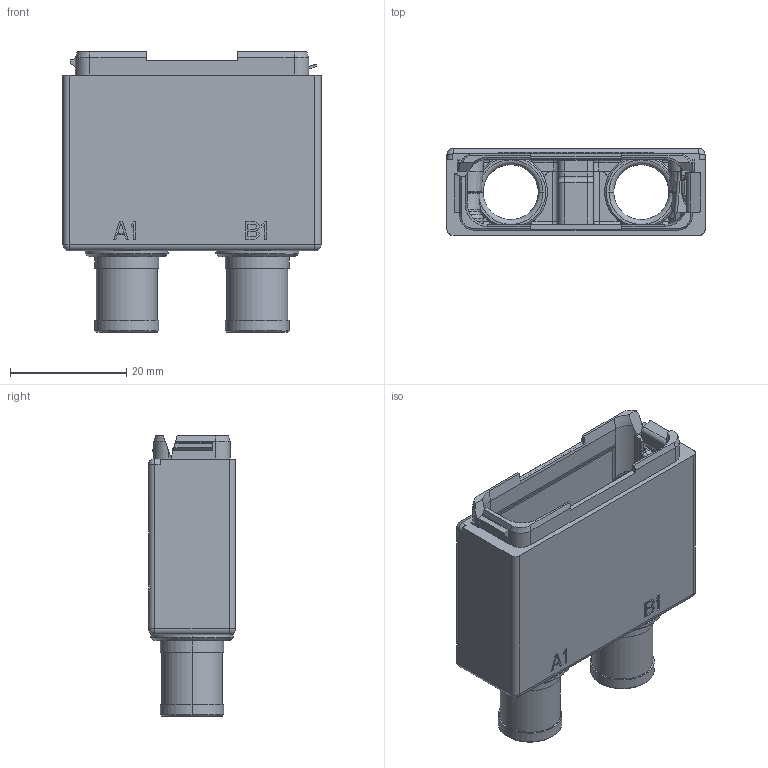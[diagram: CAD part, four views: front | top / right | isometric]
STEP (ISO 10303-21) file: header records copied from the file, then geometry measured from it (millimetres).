
FILE_DESCRIPTION((''),'2;1');
FILE_NAME('SIMAD34V','2019-11-05T',('presta_be4'),(''),'CREO PARAMETRIC BY PTC INC, 2018360','CREO PARAMETRIC BY PTC INC, 2018360','');
FILE_SCHEMA(('CONFIG_CONTROL_DESIGN'));
Products named in the file (1): SIMAD34V
Bounding box: 44.5 x 14.96 x 48.33 mm (x, y, z)
Volume: 8091.8 mm3; surface area: 13108.9 mm2
Topology: 1 solids, 2 shells, 2379 faces, 6601 edges, 4044 vertices
Faces by surface type: plane 831, cylinder 690, torus 311, cone 267, sphere 229, bspline 51
Entity records: 87943 total; most frequent: CARTESIAN_POINT 27172, DIRECTION 13234, ORIENTED_EDGE 12546, EDGE_CURVE 6273, AXIS2_PLACEMENT_3D 5002, VERTEX_POINT 4044, VECTOR 3230, LINE 3230
